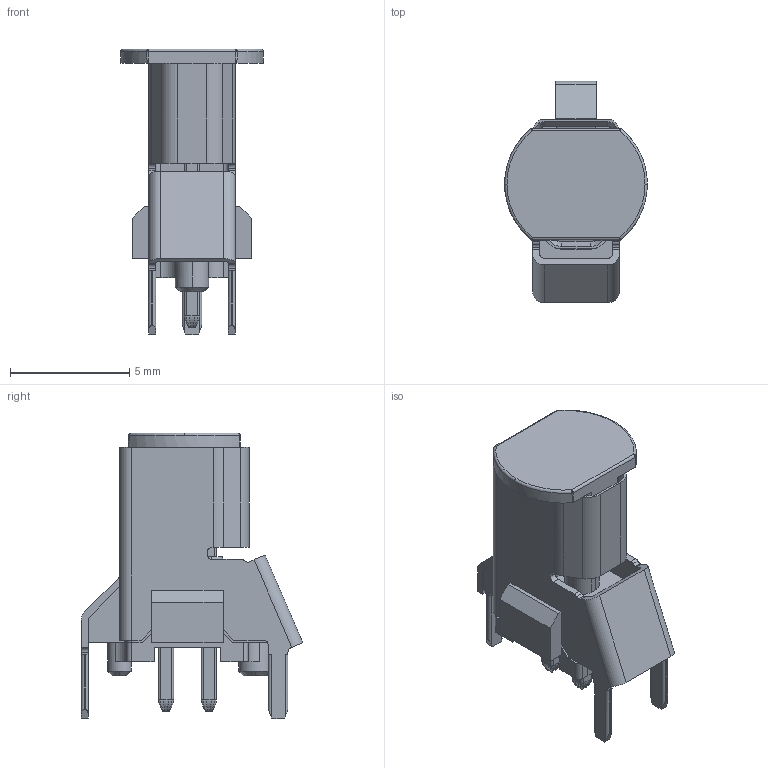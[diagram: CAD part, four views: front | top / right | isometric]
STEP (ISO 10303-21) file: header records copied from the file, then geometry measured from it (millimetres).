
FILE_DESCRIPTION(('CATIA V5 STEP Exchange','CAx-IF Rec.Pracs.--- Model Styling and Organization---1.4--- 2014-01-23'),'2;1');
FILE_NAME ('D1477627_0_2795170000_2795170000.stp','2021-03-15T10:18:18+00:00',('none'),('Weidmueller'),'CATIA Version 5-6 Release 2016 SP3 HF44','CATIA V5 STEP AP214','none');
FILE_SCHEMA(('AUTOMOTIVE_DESIGN { 1 0 10303 214 1 1 1 1 }'));
Length unit declared in the file: millimetre
Products named in the file (1): 2795170000
Bounding box: 6 x 9.31 x 12 mm (x, y, z)
Volume: 166 mm3; surface area: 524.9 mm2
Topology: 2 solids, 2 shells, 409 faces, 1117 edges, 719 vertices
Faces by surface type: plane 196, cylinder 111, bspline 80, cone 18, torus 4
Entity records: 14737 total; most frequent: CARTESIAN_POINT 5425, ORIENTED_EDGE 2234, DIRECTION 1427, EDGE_CURVE 1117, VERTEX_POINT 719, VECTOR 684, LINE 684, AXIS2_PLACEMENT_3D 460
